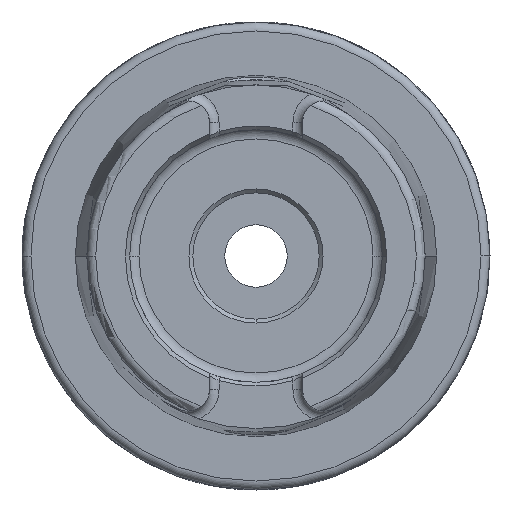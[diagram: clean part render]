
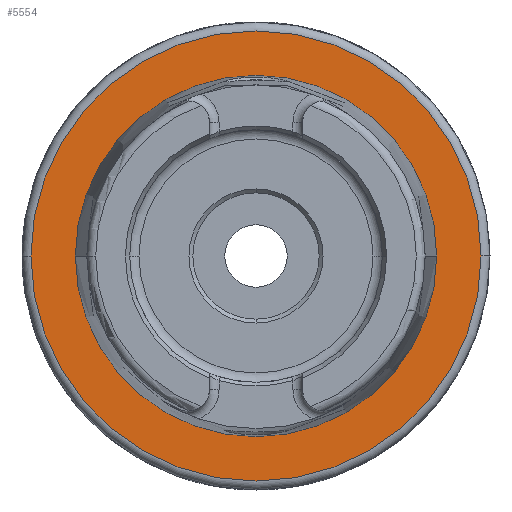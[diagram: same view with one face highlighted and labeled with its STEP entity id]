
A CAD part, left-side view. The second image highlights one B-rep face of the part: STEP entity #5554.
In plain terms, the highlighted planar face has unit normal (-1, 0, 0).
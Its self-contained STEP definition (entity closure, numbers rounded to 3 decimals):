
#8 = CIRCLE ( 'NONE', #6056, 24.321 ) ;
#19 = FACE_OUTER_BOUND ( 'NONE', #1424, .T. ) ;
#752 = CARTESIAN_POINT ( 'NONE',  ( 0., 0., 0. ) ) ;
#1424 = EDGE_LOOP ( 'NONE', ( #4124, #6499 ) ) ;
#2897 = CARTESIAN_POINT ( 'NONE',  ( 0., 24.321, 0. ) ) ;
#2937 = CIRCLE ( 'NONE', #7918, 24.321 ) ;
#3051 = CARTESIAN_POINT ( 'NONE',  ( 0., -30.3, 0. ) ) ;
#3255 = CARTESIAN_POINT ( 'NONE',  ( 0., -24.321, 0. ) ) ;
#3639 = CIRCLE ( 'NONE', #10888, 30.3 ) ;
#4124 = ORIENTED_EDGE ( 'NONE', *, *, #5215, .F. ) ;
#4458 = VERTEX_POINT ( 'NONE', #8000 ) ;
#5215 = EDGE_CURVE ( 'NONE', #4458, #9731, #3639, .T. ) ;
#5554 = ADVANCED_FACE ( 'NONE', ( #11868, #19 ), #8882, .T. ) ;
#5692 = DIRECTION ( 'NONE',  ( 0., 1., 0. ) ) ;
#5853 = DIRECTION ( 'NONE',  ( 0., 1., 0. ) ) ;
#5969 = DIRECTION ( 'NONE',  ( 0., -1., 0. ) ) ;
#6024 = DIRECTION ( 'NONE',  ( -1., 0., 0. ) ) ;
#6056 = AXIS2_PLACEMENT_3D ( 'NONE', #9236, #10983, #8125 ) ;
#6499 = ORIENTED_EDGE ( 'NONE', *, *, #8080, .F. ) ;
#6722 = DIRECTION ( 'NONE',  ( 0., 1., 0. ) ) ;
#6995 = AXIS2_PLACEMENT_3D ( 'NONE', #752, #11546, #5692 ) ;
#7595 = AXIS2_PLACEMENT_3D ( 'NONE', #2897, #6024, #5969 ) ;
#7918 = AXIS2_PLACEMENT_3D ( 'NONE', #12771, #8662, #6722 ) ;
#8000 = CARTESIAN_POINT ( 'NONE',  ( 0., 30.3, 0. ) ) ;
#8080 = EDGE_CURVE ( 'NONE', #9731, #4458, #8224, .T. ) ;
#8125 = DIRECTION ( 'NONE',  ( 0., 1., 0. ) ) ;
#8224 = CIRCLE ( 'NONE', #6995, 30.3 ) ;
#8436 = EDGE_CURVE ( 'NONE', #10769, #12549, #2937, .T. ) ;
#8662 = DIRECTION ( 'NONE',  ( 1., 0., 0. ) ) ;
#8666 = ORIENTED_EDGE ( 'NONE', *, *, #8436, .T. ) ;
#8882 = PLANE ( 'NONE',  #7595 ) ;
#9236 = CARTESIAN_POINT ( 'NONE',  ( 0., 0., 0. ) ) ;
#9731 = VERTEX_POINT ( 'NONE', #3051 ) ;
#9745 = ORIENTED_EDGE ( 'NONE', *, *, #12001, .T. ) ;
#9999 = CARTESIAN_POINT ( 'NONE',  ( 0., 0., 0. ) ) ;
#10769 = VERTEX_POINT ( 'NONE', #3255 ) ;
#10888 = AXIS2_PLACEMENT_3D ( 'NONE', #9999, #11825, #5853 ) ;
#10983 = DIRECTION ( 'NONE',  ( 1., 0., 0. ) ) ;
#11262 = EDGE_LOOP ( 'NONE', ( #9745, #8666 ) ) ;
#11546 = DIRECTION ( 'NONE',  ( 1., 0., 0. ) ) ;
#11825 = DIRECTION ( 'NONE',  ( 1., 0., 0. ) ) ;
#11868 = FACE_BOUND ( 'NONE', #11262, .T. ) ;
#12001 = EDGE_CURVE ( 'NONE', #12549, #10769, #8, .T. ) ;
#12549 = VERTEX_POINT ( 'NONE', #12856 ) ;
#12771 = CARTESIAN_POINT ( 'NONE',  ( 0., 0., 0. ) ) ;
#12856 = CARTESIAN_POINT ( 'NONE',  ( 0., 24.321, 0. ) ) ;
